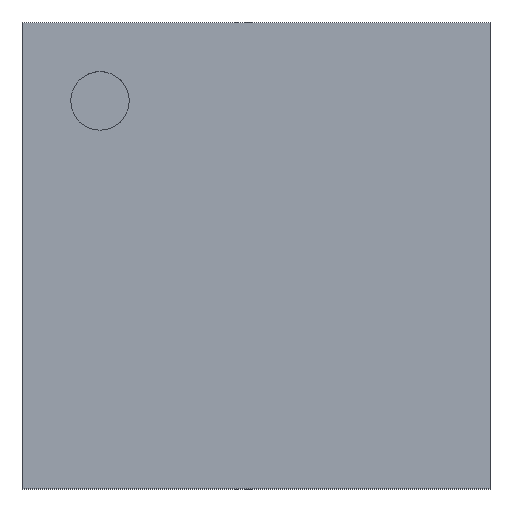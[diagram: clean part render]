
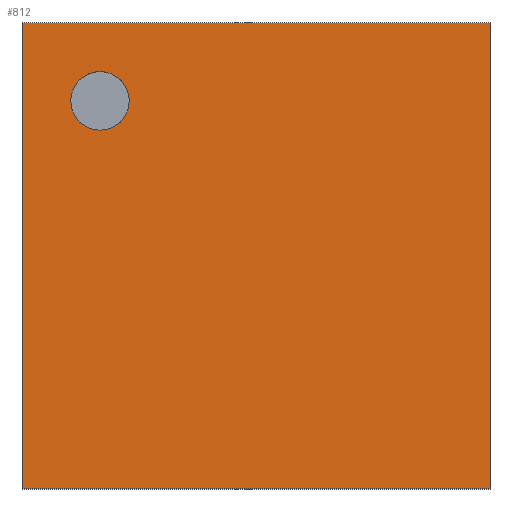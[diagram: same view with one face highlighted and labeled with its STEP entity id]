
A CAD part, top view. The second image highlights one B-rep face of the part: STEP entity #812.
In plain terms, the highlighted planar face has unit normal (0, 0, 1).
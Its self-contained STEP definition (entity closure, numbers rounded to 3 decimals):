
#48 = DIRECTION ( 'NONE',  ( 1., 0., 0. ) ) ;
#55 = EDGE_CURVE ( 'NONE', #98, #587, #904, .T. ) ;
#80 = LINE ( 'NONE', #164, #442 ) ;
#87 = EDGE_CURVE ( 'NONE', #745, #98, #375, .T. ) ;
#94 = ORIENTED_EDGE ( 'NONE', *, *, #87, .T. ) ;
#98 = VERTEX_POINT ( 'NONE', #851 ) ;
#105 = VECTOR ( 'NONE', #918, 1000. ) ;
#118 = CIRCLE ( 'NONE', #935, 0.154 ) ;
#150 = DIRECTION ( 'NONE',  ( 0., 0., -1. ) ) ;
#155 = AXIS2_PLACEMENT_3D ( 'NONE', #406, #954, #402 ) ;
#157 = LINE ( 'NONE', #298, #105 ) ;
#164 = CARTESIAN_POINT ( 'NONE',  ( 0., 2.46, 0.5 ) ) ;
#181 = ORIENTED_EDGE ( 'NONE', *, *, #607, .T. ) ;
#187 = ORIENTED_EDGE ( 'NONE', *, *, #556, .F. ) ;
#212 = CARTESIAN_POINT ( 'NONE',  ( 2.47, 2.46, 0.5 ) ) ;
#268 = EDGE_LOOP ( 'NONE', ( #495, #181 ) ) ;
#277 = VERTEX_POINT ( 'NONE', #633 ) ;
#298 = CARTESIAN_POINT ( 'NONE',  ( 2.47, 0., 0.5 ) ) ;
#317 = CARTESIAN_POINT ( 'NONE',  ( 0.412, 2.048, 0.5 ) ) ;
#333 = ORIENTED_EDGE ( 'NONE', *, *, #55, .T. ) ;
#349 = DIRECTION ( 'NONE',  ( 1., 0., 0. ) ) ;
#370 = CARTESIAN_POINT ( 'NONE',  ( 0., 0., 0.5 ) ) ;
#372 = EDGE_LOOP ( 'NONE', ( #187, #563, #94, #333 ) ) ;
#375 = LINE ( 'NONE', #933, #551 ) ;
#399 = FACE_BOUND ( 'NONE', #268, .T. ) ;
#402 = DIRECTION ( 'NONE',  ( 1., 0., 0. ) ) ;
#406 = CARTESIAN_POINT ( 'NONE',  ( 0., 0., 0.5 ) ) ;
#432 = CARTESIAN_POINT ( 'NONE',  ( 0.257, 2.048, 0.5 ) ) ;
#442 = VECTOR ( 'NONE', #529, 1000. ) ;
#443 = EDGE_CURVE ( 'NONE', #745, #479, #80, .T. ) ;
#453 = CARTESIAN_POINT ( 'NONE',  ( 2.47, 0., 0.5 ) ) ;
#479 = VERTEX_POINT ( 'NONE', #212 ) ;
#495 = ORIENTED_EDGE ( 'NONE', *, *, #888, .T. ) ;
#504 = AXIS2_PLACEMENT_3D ( 'NONE', #830, #577, #349 ) ;
#529 = DIRECTION ( 'NONE',  ( 1., 0., 0. ) ) ;
#537 = CARTESIAN_POINT ( 'NONE',  ( 0., 2.46, 0.5 ) ) ;
#544 = DIRECTION ( 'NONE',  ( 1., 0., 0. ) ) ;
#551 = VECTOR ( 'NONE', #717, 1000. ) ;
#556 = EDGE_CURVE ( 'NONE', #479, #587, #157, .T. ) ;
#563 = ORIENTED_EDGE ( 'NONE', *, *, #443, .F. ) ;
#573 = PLANE ( 'NONE',  #155 ) ;
#577 = DIRECTION ( 'NONE',  ( 0., 0., -1. ) ) ;
#587 = VERTEX_POINT ( 'NONE', #453 ) ;
#607 = EDGE_CURVE ( 'NONE', #967, #277, #118, .T. ) ;
#633 = CARTESIAN_POINT ( 'NONE',  ( 0.566, 2.048, 0.5 ) ) ;
#717 = DIRECTION ( 'NONE',  ( 0., -1., 0. ) ) ;
#745 = VERTEX_POINT ( 'NONE', #537 ) ;
#812 = ADVANCED_FACE ( 'NONE', ( #399, #881 ), #573, .T. ) ;
#830 = CARTESIAN_POINT ( 'NONE',  ( 0.412, 2.048, 0.5 ) ) ;
#851 = CARTESIAN_POINT ( 'NONE',  ( 0., 0., 0.5 ) ) ;
#861 = CIRCLE ( 'NONE', #504, 0.154 ) ;
#881 = FACE_OUTER_BOUND ( 'NONE', #372, .T. ) ;
#888 = EDGE_CURVE ( 'NONE', #277, #967, #861, .T. ) ;
#904 = LINE ( 'NONE', #370, #939 ) ;
#918 = DIRECTION ( 'NONE',  ( 0., -1., 0. ) ) ;
#933 = CARTESIAN_POINT ( 'NONE',  ( 0., 0., 0.5 ) ) ;
#935 = AXIS2_PLACEMENT_3D ( 'NONE', #317, #150, #544 ) ;
#939 = VECTOR ( 'NONE', #48, 1000. ) ;
#954 = DIRECTION ( 'NONE',  ( 0., 0., 1. ) ) ;
#967 = VERTEX_POINT ( 'NONE', #432 ) ;
